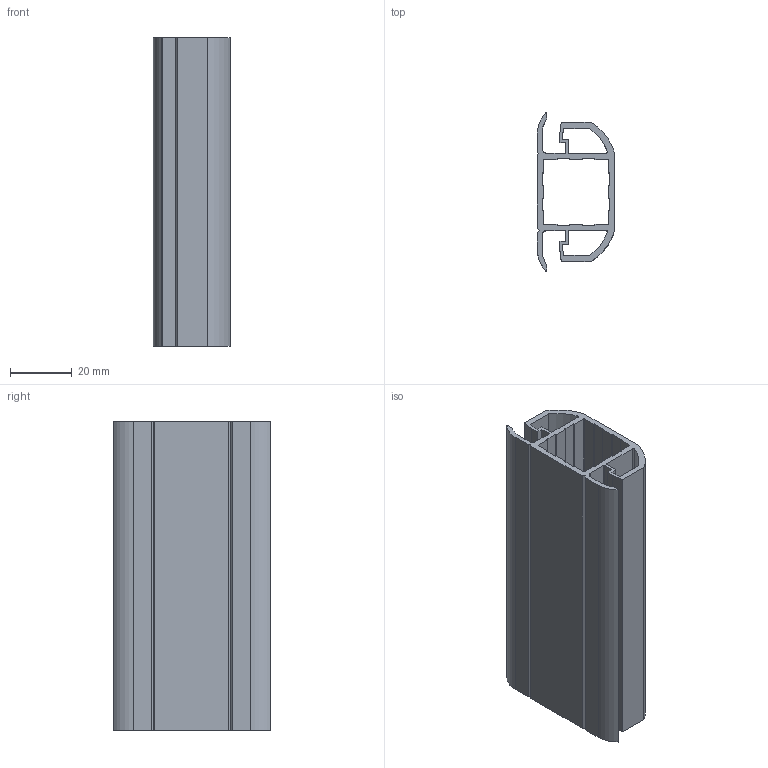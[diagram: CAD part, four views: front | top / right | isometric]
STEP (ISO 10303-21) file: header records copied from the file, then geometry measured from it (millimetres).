
FILE_DESCRIPTION(/* description */ (''),/* implementation_level */ '2;1');
FILE_NAME(/* name */ 'BPRDD0000298.stp',/* time_stamp */ '2020-09-11T15:59:53+02:00',/* author */ ('tecnico5'),/* organization */ (''),/* preprocessor_version */ 'ST-DEVELOPER v17.2',/* originating_system */ 'Autodesk Inventor 2019',/* authorisation */ '');
FILE_SCHEMA (('AUTOMOTIVE_DESIGN { 1 0 10303 214 3 1 1 }'));
Length unit declared in the file: millimetre
Products named in the file (2): BPRDD0000298; iProfilo 25 V082018-2VL SG sp4-BPRDD0000298-XB28426-100-0-0
Assembly tree (1 placements, depth 2):
  BPRDD0000298
    iProfilo 25 V082018-2VL SG sp4-BPRDD0000298-XB28426-100-0-0
Bounding box: 25 x 51 x 100 mm (x, y, z)
Volume: 31316.5 mm3; surface area: 36498.2 mm2
Topology: 1 solids, 1 shells, 118 faces, 348 edges, 232 vertices
Faces by surface type: plane 76, cylinder 42
Entity records: 4015 total; most frequent: CARTESIAN_POINT 701, ORIENTED_EDGE 696, DIRECTION 674, EDGE_CURVE 348, LINE 264, VECTOR 264, VERTEX_POINT 232, AXIS2_PLACEMENT_3D 205
